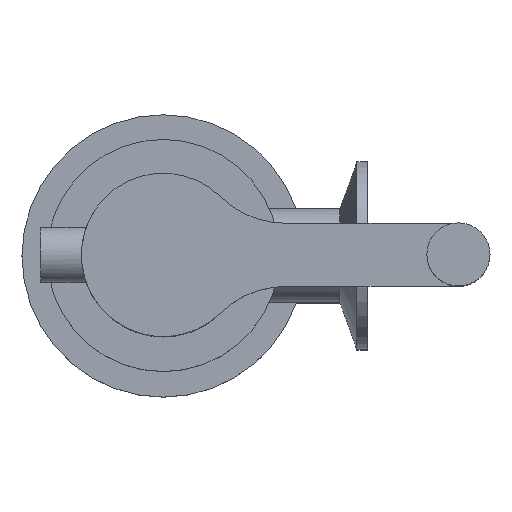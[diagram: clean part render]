
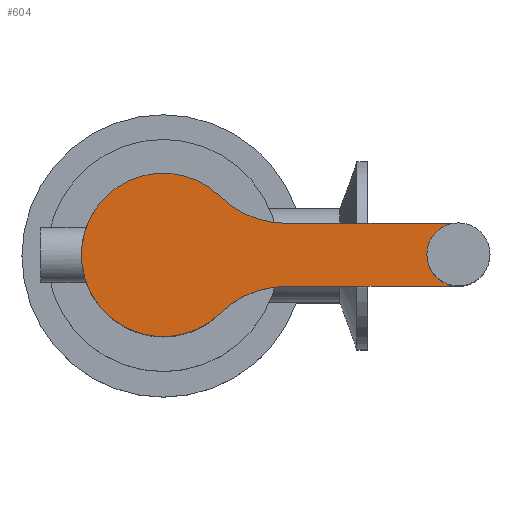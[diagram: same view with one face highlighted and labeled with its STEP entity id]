
A CAD part, top view. The second image highlights one B-rep face of the part: STEP entity #604.
In plain terms, the highlighted planar face has unit normal (0, 0, 1).
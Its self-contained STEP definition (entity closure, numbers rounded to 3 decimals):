
#46=PLANE('',#703);
#87=FACE_OUTER_BOUND('',#137,.T.);
#137=EDGE_LOOP('',(#533,#534,#535,#536,#537,#538));
#165=CIRCLE('',#686,8.5);
#167=CIRCLE('',#690,25.);
#169=CIRCLE('',#693,25.);
#174=CIRCLE('',#702,22.);
#200=LINE('',#1255,#232);
#205=LINE('',#1273,#237);
#232=VECTOR('',#851,10.);
#237=VECTOR('',#870,10.);
#290=VERTEX_POINT('',#1244);
#291=VERTEX_POINT('',#1246);
#293=VERTEX_POINT('',#1253);
#295=VERTEX_POINT('',#1259);
#298=VERTEX_POINT('',#1266);
#299=VERTEX_POINT('',#1268);
#361=EDGE_CURVE('',#291,#290,#165,.T.);
#366=EDGE_CURVE('',#293,#290,#200,.T.);
#369=EDGE_CURVE('',#295,#293,#167,.T.);
#372=EDGE_CURVE('',#298,#299,#169,.T.);
#375=EDGE_CURVE('',#291,#298,#205,.T.);
#381=EDGE_CURVE('',#295,#299,#174,.T.);
#533=ORIENTED_EDGE('',*,*,#361,.T.);
#534=ORIENTED_EDGE('',*,*,#366,.F.);
#535=ORIENTED_EDGE('',*,*,#369,.F.);
#536=ORIENTED_EDGE('',*,*,#381,.T.);
#537=ORIENTED_EDGE('',*,*,#372,.F.);
#538=ORIENTED_EDGE('',*,*,#375,.F.);
#604=ADVANCED_FACE('',(#87),#46,.T.);
#686=AXIS2_PLACEMENT_3D('',#1247,#843,#844);
#690=AXIS2_PLACEMENT_3D('',#1261,#857,#858);
#693=AXIS2_PLACEMENT_3D('',#1269,#864,#865);
#702=AXIS2_PLACEMENT_3D('',#1285,#886,#887);
#703=AXIS2_PLACEMENT_3D('',#1286,#888,#889);
#843=DIRECTION('center_axis',(0.,0.,-1.));
#844=DIRECTION('ref_axis',(-1.,0.,0.));
#851=DIRECTION('',(1.,0.,0.));
#857=DIRECTION('center_axis',(0.,0.,1.));
#858=DIRECTION('ref_axis',(-0.701,-0.713,0.));
#864=DIRECTION('center_axis',(0.,0.,1.));
#865=DIRECTION('ref_axis',(0.,1.,0.));
#870=DIRECTION('',(-1.,0.,0.));
#886=DIRECTION('center_axis',(0.,0.,1.));
#887=DIRECTION('ref_axis',(1.,0.,0.));
#888=DIRECTION('center_axis',(0.,0.,1.));
#889=DIRECTION('ref_axis',(1.,0.,0.));
#1244=CARTESIAN_POINT('',(79.5,8.5,215.5));
#1246=CARTESIAN_POINT('',(79.5,-8.5,215.5));
#1247=CARTESIAN_POINT('Origin',(79.5,0.,215.5));
#1253=CARTESIAN_POINT('',(32.966,8.5,215.5));
#1255=CARTESIAN_POINT('',(32.966,8.5,215.5));
#1259=CARTESIAN_POINT('',(15.431,15.681,215.5));
#1261=CARTESIAN_POINT('Origin',(32.966,33.5,215.5));
#1266=CARTESIAN_POINT('',(32.966,-8.5,215.5));
#1268=CARTESIAN_POINT('',(15.431,-15.681,215.5));
#1269=CARTESIAN_POINT('Origin',(32.966,-33.5,215.5));
#1273=CARTESIAN_POINT('',(79.5,-8.5,215.5));
#1285=CARTESIAN_POINT('Origin',(0.,0.,215.5));
#1286=CARTESIAN_POINT('Origin',(0.,0.,215.5));
